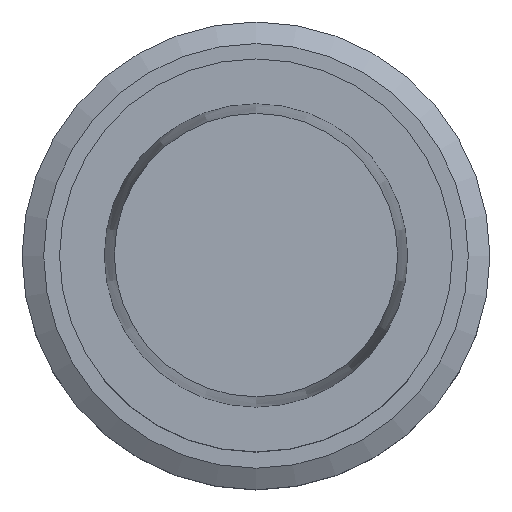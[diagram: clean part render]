
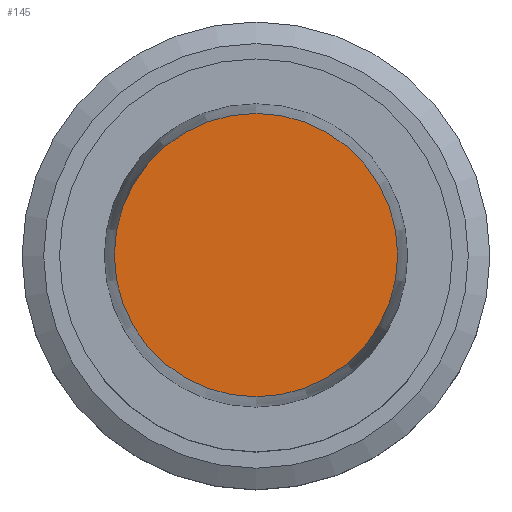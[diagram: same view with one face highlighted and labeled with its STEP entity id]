
A CAD part, top view. The second image highlights one B-rep face of the part: STEP entity #145.
In plain terms, the highlighted planar face has unit normal (0, 0, 1).
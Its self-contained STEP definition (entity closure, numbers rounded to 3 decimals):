
#118=EDGE_CURVE('Unnamed[1]',#260,#260,#261,.T.);
#145=ADVANCED_FACE('Unnamed[1]',(#300),#301,.T.);
#260=VERTEX_POINT('',#431);
#261=CIRCLE('',#432,22.715);
#300=FACE_OUTER_BOUND('',#481,.T.);
#301=PLANE('',#482);
#431=CARTESIAN_POINT('',(0.,22.715,32.0));
#432=AXIS2_PLACEMENT_3D('',#599,#600,#601);
#481=EDGE_LOOP('',(#640));
#482=AXIS2_PLACEMENT_3D('',#641,#642,#643);
#599=CARTESIAN_POINT('',(0.,0.,32.0));
#600=DIRECTION('',(0.,0.,1.0));
#601=DIRECTION('',(0.,1.0,0.));
#640=ORIENTED_EDGE('',*,*,#118,.T.);
#641=CARTESIAN_POINT('',(0.,11.358,32.0));
#642=DIRECTION('',(0.,0.,1.0));
#643=DIRECTION('',(0.,1.0,0.));
